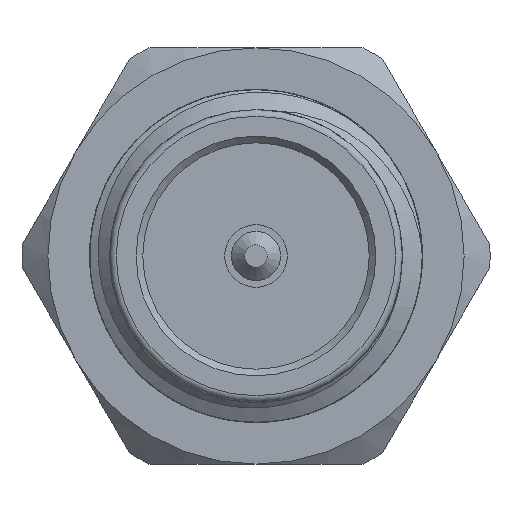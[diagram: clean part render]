
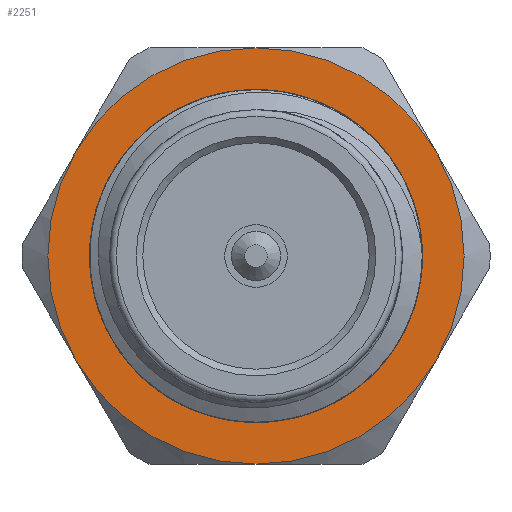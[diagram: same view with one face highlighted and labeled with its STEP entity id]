
A CAD part, left-side view. The second image highlights one B-rep face of the part: STEP entity #2251.
In plain terms, the highlighted planar face has unit normal (-1, 0, 0).
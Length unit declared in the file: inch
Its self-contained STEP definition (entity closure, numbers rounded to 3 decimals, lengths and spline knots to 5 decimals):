
#83 = EDGE_CURVE ( 'NONE', #1581, #1408, #2718, .T. ) ;
#172 = CARTESIAN_POINT ( 'NONE',  ( 0.30724, 0., 0. ) ) ;
#181 = EDGE_CURVE ( 'NONE', #1408, #1281, #1183, .T. ) ;
#288 = AXIS2_PLACEMENT_3D ( 'NONE', #1780, #2432, #1152 ) ;
#327 = DIRECTION ( 'NONE',  ( -1., 0., 0. ) ) ;
#336 = CARTESIAN_POINT ( 'NONE',  ( 0.30724, 0., 0. ) ) ;
#366 = CARTESIAN_POINT ( 'NONE',  ( 0.30724, 0.13532, -0.07813 ) ) ;
#369 = CARTESIAN_POINT ( 'NONE',  ( 0.30724, 0., 0.15625 ) ) ;
#375 = DIRECTION ( 'NONE',  ( -1., 0., 0. ) ) ;
#475 = AXIS2_PLACEMENT_3D ( 'NONE', #336, #585, #2678 ) ;
#500 = DIRECTION ( 'NONE',  ( 0., 0., 1. ) ) ;
#509 = DIRECTION ( 'NONE',  ( -1., 0., 0. ) ) ;
#521 = CARTESIAN_POINT ( 'NONE',  ( 0.30724, -0.13532, -0.07812 ) ) ;
#580 = CARTESIAN_POINT ( 'NONE',  ( 0.30724, 0., -0.15625 ) ) ;
#585 = DIRECTION ( 'NONE',  ( -1., 0., 0. ) ) ;
#590 = VERTEX_POINT ( 'NONE', #1494 ) ;
#615 = VERTEX_POINT ( 'NONE', #2616 ) ;
#795 = CARTESIAN_POINT ( 'NONE',  ( 0.30724, 0., 0. ) ) ;
#916 = ORIENTED_EDGE ( 'NONE', *, *, #1990, .T. ) ;
#936 = FACE_OUTER_BOUND ( 'NONE', #1517, .T. ) ;
#940 = CIRCLE ( 'NONE', #2038, 0.15625 ) ;
#948 = AXIS2_PLACEMENT_3D ( 'NONE', #2460, #327, #979 ) ;
#979 = DIRECTION ( 'NONE',  ( 0., 0., 1. ) ) ;
#983 = VERTEX_POINT ( 'NONE', #369 ) ;
#1004 = CARTESIAN_POINT ( 'NONE',  ( 0.30724, 0., 0. ) ) ;
#1012 = CARTESIAN_POINT ( 'NONE',  ( 0.30724, 0., 0.10989 ) ) ;
#1016 = DIRECTION ( 'NONE',  ( 0., 0., 1. ) ) ;
#1152 = DIRECTION ( 'NONE',  ( 0., 0., 1. ) ) ;
#1173 = CIRCLE ( 'NONE', #948, 0.15625 ) ;
#1183 = CIRCLE ( 'NONE', #475, 0.15625 ) ;
#1214 = EDGE_LOOP ( 'NONE', ( #1560 ) ) ;
#1218 = DIRECTION ( 'NONE',  ( 0., 0., 1. ) ) ;
#1219 = DIRECTION ( 'NONE',  ( -1., 0., 0. ) ) ;
#1281 = VERTEX_POINT ( 'NONE', #521 ) ;
#1340 = CARTESIAN_POINT ( 'NONE',  ( 0.30724, 0., 0. ) ) ;
#1366 = EDGE_CURVE ( 'NONE', #1281, #615, #1506, .T. ) ;
#1398 = VERTEX_POINT ( 'NONE', #1012 ) ;
#1408 = VERTEX_POINT ( 'NONE', #580 ) ;
#1432 = CARTESIAN_POINT ( 'NONE',  ( 0.30724, 0., 0. ) ) ;
#1440 = PLANE ( 'NONE',  #1744 ) ;
#1465 = EDGE_CURVE ( 'NONE', #983, #590, #940, .T. ) ;
#1494 = CARTESIAN_POINT ( 'NONE',  ( 0.30724, 0.13532, 0.07813 ) ) ;
#1506 = CIRCLE ( 'NONE', #2137, 0.15625 ) ;
#1517 = EDGE_LOOP ( 'NONE', ( #916, #2138, #2277, #2077, #2024, #1786 ) ) ;
#1560 = ORIENTED_EDGE ( 'NONE', *, *, #1788, .T. ) ;
#1581 = VERTEX_POINT ( 'NONE', #366 ) ;
#1604 = FACE_BOUND ( 'NONE', #1214, .T. ) ;
#1649 = DIRECTION ( 'NONE',  ( 1., 0., 0. ) ) ;
#1693 = CIRCLE ( 'NONE', #288, 0.15625 ) ;
#1744 = AXIS2_PLACEMENT_3D ( 'NONE', #1432, #1219, #1858 ) ;
#1767 = CIRCLE ( 'NONE', #2204, 0.10989 ) ;
#1780 = CARTESIAN_POINT ( 'NONE',  ( 0.30724, 0., 0. ) ) ;
#1786 = ORIENTED_EDGE ( 'NONE', *, *, #1366, .T. ) ;
#1788 = EDGE_CURVE ( 'NONE', #1398, #1398, #1767, .T. ) ;
#1858 = DIRECTION ( 'NONE',  ( 0., 0., 1. ) ) ;
#1878 = DIRECTION ( 'NONE',  ( 0., 0., 1. ) ) ;
#1886 = AXIS2_PLACEMENT_3D ( 'NONE', #1340, #509, #500 ) ;
#1990 = EDGE_CURVE ( 'NONE', #615, #983, #1693, .T. ) ;
#2024 = ORIENTED_EDGE ( 'NONE', *, *, #181, .T. ) ;
#2038 = AXIS2_PLACEMENT_3D ( 'NONE', #172, #375, #1218 ) ;
#2069 = EDGE_CURVE ( 'NONE', #590, #1581, #1173, .T. ) ;
#2077 = ORIENTED_EDGE ( 'NONE', *, *, #83, .T. ) ;
#2137 = AXIS2_PLACEMENT_3D ( 'NONE', #795, #2521, #1878 ) ;
#2138 = ORIENTED_EDGE ( 'NONE', *, *, #1465, .T. ) ;
#2204 = AXIS2_PLACEMENT_3D ( 'NONE', #1004, #1649, #1016 ) ;
#2251 = ADVANCED_FACE ( 'NONE', ( #1604, #936 ), #1440, .T. ) ;
#2277 = ORIENTED_EDGE ( 'NONE', *, *, #2069, .T. ) ;
#2432 = DIRECTION ( 'NONE',  ( -1., 0., 0. ) ) ;
#2460 = CARTESIAN_POINT ( 'NONE',  ( 0.30724, 0., 0. ) ) ;
#2521 = DIRECTION ( 'NONE',  ( -1., 0., 0. ) ) ;
#2616 = CARTESIAN_POINT ( 'NONE',  ( 0.30724, -0.13532, 0.07813 ) ) ;
#2678 = DIRECTION ( 'NONE',  ( 0., 0., 1. ) ) ;
#2718 = CIRCLE ( 'NONE', #1886, 0.15625 ) ;
